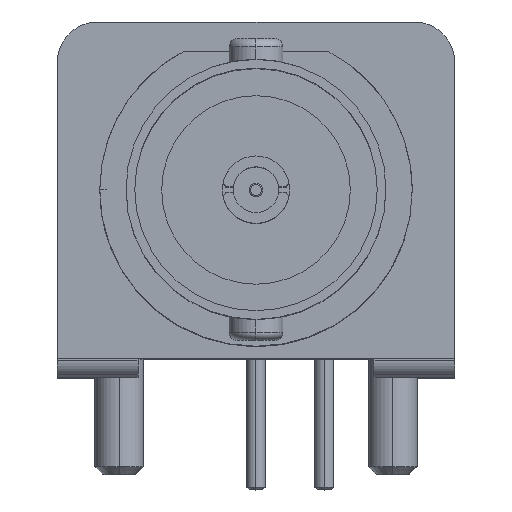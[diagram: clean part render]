
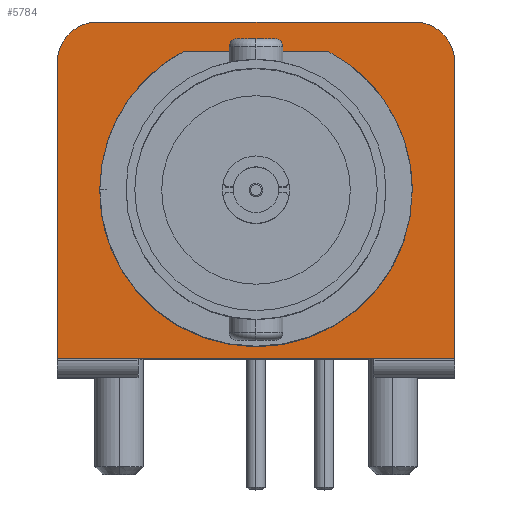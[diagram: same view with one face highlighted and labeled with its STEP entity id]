
A CAD part, top view. The second image highlights one B-rep face of the part: STEP entity #5784.
In plain terms, the highlighted planar face has unit normal (0, 0, 1).
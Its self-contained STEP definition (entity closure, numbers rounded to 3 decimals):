
#509 = AXIS2_PLACEMENT_3D ( 'NONE', #6599, #5174, #7761 ) ;
#617 = DIRECTION ( 'NONE',  ( 0., 0., 1. ) ) ;
#883 = CARTESIAN_POINT ( 'NONE',  ( 13.26, 13.2, 14.42 ) ) ;
#972 = EDGE_CURVE ( 'NONE', #10173, #2222, #12259, .T. ) ;
#1050 = CARTESIAN_POINT ( 'NONE',  ( 0., 0.7, 14.42 ) ) ;
#1105 = ORIENTED_EDGE ( 'NONE', *, *, #15129, .F. ) ;
#1317 = EDGE_LOOP ( 'NONE', ( #6076, #10868, #15068, #15313, #3158, #12046 ) ) ;
#1398 = DIRECTION ( 'NONE',  ( -1., 0., 0. ) ) ;
#1512 = AXIS2_PLACEMENT_3D ( 'NONE', #3890, #9072, #2620 ) ;
#1868 = CARTESIAN_POINT ( 'NONE',  ( 0., 0., 14.42 ) ) ;
#2068 = EDGE_LOOP ( 'NONE', ( #5148, #1105, #7745, #7639 ) ) ;
#2222 = VERTEX_POINT ( 'NONE', #4937 ) ;
#2312 = CIRCLE ( 'NONE', #10989, 5.8 ) ;
#2620 = DIRECTION ( 'NONE',  ( -1., 0., 0. ) ) ;
#2808 = CARTESIAN_POINT ( 'NONE',  ( 14.76, 0., 14.42 ) ) ;
#3158 = ORIENTED_EDGE ( 'NONE', *, *, #4146, .T. ) ;
#3366 = LINE ( 'NONE', #12390, #16282 ) ;
#3425 = DIRECTION ( 'NONE',  ( -1., 0., 0. ) ) ;
#3453 = LINE ( 'NONE', #1050, #13870 ) ;
#3727 = AXIS2_PLACEMENT_3D ( 'NONE', #16965, #10607, #1398 ) ;
#3890 = CARTESIAN_POINT ( 'NONE',  ( 13.26, 11.7, 14.42 ) ) ;
#4146 = EDGE_CURVE ( 'NONE', #4254, #9552, #12376, .T. ) ;
#4157 = CARTESIAN_POINT ( 'NONE',  ( 13.18, 6.95, 14.42 ) ) ;
#4254 = VERTEX_POINT ( 'NONE', #6871 ) ;
#4372 = CIRCLE ( 'NONE', #4988, 5.8 ) ;
#4469 = EDGE_CURVE ( 'NONE', #12288, #17001, #8079, .T. ) ;
#4672 = DIRECTION ( 'NONE',  ( 0., 0., 1. ) ) ;
#4937 = CARTESIAN_POINT ( 'NONE',  ( 10.048, 12.1, 14.42 ) ) ;
#4988 = AXIS2_PLACEMENT_3D ( 'NONE', #12350, #617, #8356 ) ;
#5148 = ORIENTED_EDGE ( 'NONE', *, *, #972, .T. ) ;
#5167 = CIRCLE ( 'NONE', #3727, 1.5 ) ;
#5174 = DIRECTION ( 'NONE',  ( 0., 0., -1. ) ) ;
#5333 = VECTOR ( 'NONE', #15934, 1000. ) ;
#5370 = CIRCLE ( 'NONE', #8336, 5.8 ) ;
#5631 = VERTEX_POINT ( 'NONE', #883 ) ;
#5784 = ADVANCED_FACE ( 'NONE', ( #16459, #12966 ), #15562, .F. ) ;
#6076 = ORIENTED_EDGE ( 'NONE', *, *, #14986, .T. ) ;
#6599 = CARTESIAN_POINT ( 'NONE',  ( 0., 0., 14.42 ) ) ;
#6692 = EDGE_CURVE ( 'NONE', #9552, #5631, #13762, .T. ) ;
#6871 = CARTESIAN_POINT ( 'NONE',  ( 14.76, 0.7, 14.42 ) ) ;
#7581 = VERTEX_POINT ( 'NONE', #8455 ) ;
#7639 = ORIENTED_EDGE ( 'NONE', *, *, #8874, .F. ) ;
#7689 = DIRECTION ( 'NONE',  ( -1., 0., 0. ) ) ;
#7745 = ORIENTED_EDGE ( 'NONE', *, *, #16870, .F. ) ;
#7761 = DIRECTION ( 'NONE',  ( -1., 0., 0. ) ) ;
#7873 = VECTOR ( 'NONE', #16740, 1000. ) ;
#7933 = DIRECTION ( 'NONE',  ( 0., 1., 0. ) ) ;
#8079 = LINE ( 'NONE', #1868, #7873 ) ;
#8099 = EDGE_CURVE ( 'NONE', #7581, #12288, #5167, .T. ) ;
#8172 = VERTEX_POINT ( 'NONE', #13072 ) ;
#8336 = AXIS2_PLACEMENT_3D ( 'NONE', #12596, #8696, #14011 ) ;
#8356 = DIRECTION ( 'NONE',  ( 1., 0., 0. ) ) ;
#8455 = CARTESIAN_POINT ( 'NONE',  ( 1.5, 13.2, 14.42 ) ) ;
#8561 = CARTESIAN_POINT ( 'NONE',  ( 14.76, 11.7, 14.42 ) ) ;
#8696 = DIRECTION ( 'NONE',  ( 0., 0., 1. ) ) ;
#8874 = EDGE_CURVE ( 'NONE', #10173, #8172, #5370, .T. ) ;
#9072 = DIRECTION ( 'NONE',  ( 0., 0., 1. ) ) ;
#9552 = VERTEX_POINT ( 'NONE', #8561 ) ;
#9782 = CARTESIAN_POINT ( 'NONE',  ( 0., 0.7, 14.42 ) ) ;
#9938 = EDGE_CURVE ( 'NONE', #4254, #17001, #3453, .T. ) ;
#10173 = VERTEX_POINT ( 'NONE', #15910 ) ;
#10607 = DIRECTION ( 'NONE',  ( 0., 0., 1. ) ) ;
#10868 = ORIENTED_EDGE ( 'NONE', *, *, #8099, .T. ) ;
#10989 = AXIS2_PLACEMENT_3D ( 'NONE', #12481, #4672, #11329 ) ;
#11329 = DIRECTION ( 'NONE',  ( 1., 0., 0. ) ) ;
#11349 = VECTOR ( 'NONE', #7933, 1000. ) ;
#11966 = CARTESIAN_POINT ( 'NONE',  ( 4.08, 12.1, 14.42 ) ) ;
#12046 = ORIENTED_EDGE ( 'NONE', *, *, #6692, .T. ) ;
#12259 = LINE ( 'NONE', #11966, #5333 ) ;
#12288 = VERTEX_POINT ( 'NONE', #13684 ) ;
#12350 = CARTESIAN_POINT ( 'NONE',  ( 7.38, 6.95, 14.42 ) ) ;
#12376 = LINE ( 'NONE', #2808, #11349 ) ;
#12390 = CARTESIAN_POINT ( 'NONE',  ( 0., 13.2, 14.42 ) ) ;
#12481 = CARTESIAN_POINT ( 'NONE',  ( 7.38, 6.95, 14.42 ) ) ;
#12596 = CARTESIAN_POINT ( 'NONE',  ( 7.38, 6.95, 14.42 ) ) ;
#12966 = FACE_OUTER_BOUND ( 'NONE', #1317, .T. ) ;
#13072 = CARTESIAN_POINT ( 'NONE',  ( 1.58, 6.95, 14.42 ) ) ;
#13684 = CARTESIAN_POINT ( 'NONE',  ( 0., 11.7, 14.42 ) ) ;
#13762 = CIRCLE ( 'NONE', #1512, 1.5 ) ;
#13870 = VECTOR ( 'NONE', #7689, 1000. ) ;
#14011 = DIRECTION ( 'NONE',  ( 1., 0., 0. ) ) ;
#14986 = EDGE_CURVE ( 'NONE', #5631, #7581, #3366, .T. ) ;
#15068 = ORIENTED_EDGE ( 'NONE', *, *, #4469, .T. ) ;
#15129 = EDGE_CURVE ( 'NONE', #15712, #2222, #2312, .T. ) ;
#15313 = ORIENTED_EDGE ( 'NONE', *, *, #9938, .F. ) ;
#15562 = PLANE ( 'NONE',  #509 ) ;
#15712 = VERTEX_POINT ( 'NONE', #4157 ) ;
#15910 = CARTESIAN_POINT ( 'NONE',  ( 4.712, 12.1, 14.42 ) ) ;
#15934 = DIRECTION ( 'NONE',  ( 1., 0., 0. ) ) ;
#16282 = VECTOR ( 'NONE', #3425, 1000. ) ;
#16459 = FACE_BOUND ( 'NONE', #2068, .T. ) ;
#16740 = DIRECTION ( 'NONE',  ( 0., -1., 0. ) ) ;
#16870 = EDGE_CURVE ( 'NONE', #8172, #15712, #4372, .T. ) ;
#16965 = CARTESIAN_POINT ( 'NONE',  ( 1.5, 11.7, 14.42 ) ) ;
#17001 = VERTEX_POINT ( 'NONE', #9782 ) ;
